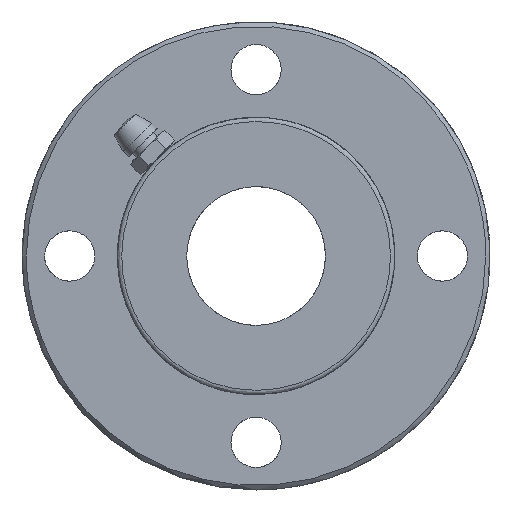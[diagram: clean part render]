
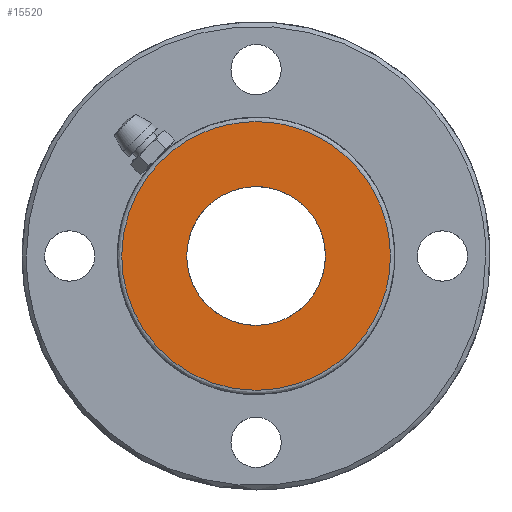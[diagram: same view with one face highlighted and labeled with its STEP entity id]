
A CAD part, left-side view. The second image highlights one B-rep face of the part: STEP entity #15520.
In plain terms, the highlighted free-form (B-spline) face has degree [1, 1] with [2, 2] control points.
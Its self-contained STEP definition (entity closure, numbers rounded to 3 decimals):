
#14020 = CARTESIAN_POINT ('', (-103., 15.5, 0.));
#14030 = VERTEX_POINT ('', #14020);
#14040 = CARTESIAN_POINT ('', (-103., 0., 15.5));
#14050 = VERTEX_POINT ('', #14040);
#14060 = CARTESIAN_POINT ('', (-103., 15.5, 0.));
#14070 = CARTESIAN_POINT ('', (-103., 15.5, 10.333));
#14080 = CARTESIAN_POINT ('', (-103., 7.75, 15.5));
#14090 = CARTESIAN_POINT ('', (-103., 0., 15.5));
#14100 = (
   BOUNDED_CURVE ()
   B_SPLINE_CURVE (3, (#14060, #14070, #14080, #14090), .UNSPECIFIED., .F., .U.)
   B_SPLINE_CURVE_WITH_KNOTS ((4, 4), (0., 1.), .UNSPECIFIED.)
   CURVE ()
   GEOMETRIC_REPRESENTATION_ITEM ()
   RATIONAL_B_SPLINE_CURVE ((0.478, 0.478, 0.638, 0.957))
   REPRESENTATION_ITEM ('')
);
#14110 = EDGE_CURVE ('', #14030, #14050, #14100, .T.);
#14230 = CARTESIAN_POINT ('', (-103., 0., -15.5));
#14240 = VERTEX_POINT ('', #14230);
#14250 = CARTESIAN_POINT ('', (-103., 0., -15.5));
#14260 = CARTESIAN_POINT ('', (-103., -2.038, -15.5));
#14270 = CARTESIAN_POINT ('', (-103., -4.001, -15.112));
#14280 = CARTESIAN_POINT ('', (-103., -5.89, -14.337));
#14290 = CARTESIAN_POINT ('', (-103., -7.825, -13.543));
#14300 = CARTESIAN_POINT ('', (-103., -9.532, -12.401));
#14310 = CARTESIAN_POINT ('', (-103., -11.01, -10.91));
#14320 = CARTESIAN_POINT ('', (-103., -12.423, -9.485));
#14330 = CARTESIAN_POINT ('', (-103., -13.518, -7.845));
#14340 = CARTESIAN_POINT ('', (-103., -14.297, -5.988));
#14350 = CARTESIAN_POINT ('', (-103., -15.098, -4.076));
#14360 = CARTESIAN_POINT ('', (-103., -15.499, -2.08));
#14370 = CARTESIAN_POINT ('', (-103., -15.5, 0.));
#14380 = CARTESIAN_POINT ('', (-103., -15.501, 2.073));
#14390 = CARTESIAN_POINT ('', (-103., -15.1, 4.069));
#14400 = CARTESIAN_POINT ('', (-103., -14.297, 5.988));
#14410 = CARTESIAN_POINT ('', (-103., -13.522, 7.839));
#14420 = CARTESIAN_POINT ('', (-103., -12.427, 9.479));
#14430 = CARTESIAN_POINT ('', (-103., -11.01, 10.91));
#14440 = CARTESIAN_POINT ('', (-103., -9.538, 12.396));
#14450 = CARTESIAN_POINT ('', (-103., -7.832, 13.539));
#14460 = CARTESIAN_POINT ('', (-103., -5.89, 14.337));
#14470 = CARTESIAN_POINT ('', (-103., -4.005, 15.112));
#14480 = CARTESIAN_POINT ('', (-103., -2.042, 15.5));
#14490 = CARTESIAN_POINT ('', (-103., 0., 15.5));
#14500 = B_SPLINE_CURVE_WITH_KNOTS ('', 3, (#14250, #14260, #14270, #14280, #14290, #14300, #14310, #14320, #14330, #14340, #14350, #14360, #14370, #14380, #14390, #14400, #14410, #14420, #14430, #14440, #14450, #14460, #14470, #14480, #14490), .UNSPECIFIED., .F., .U., (4, 3, 3, 3, 3, 3, 3, 3, 4), (0., 0.125, 0.25, 0.375, 0.5, 0.625, 0.75, 0.875, 1.), .UNSPECIFIED.);
#14510 = EDGE_CURVE ('', #14240, #14050, #14500, .T.);
#14530 = CARTESIAN_POINT ('', (-103., 0., -15.5));
#14540 = CARTESIAN_POINT ('', (-103., 7.75, -15.5));
#14550 = CARTESIAN_POINT ('', (-103., 15.5, -10.333));
#14560 = CARTESIAN_POINT ('', (-103., 15.5, 0.));
#14570 = (
   BOUNDED_CURVE ()
   B_SPLINE_CURVE (3, (#14530, #14540, #14550, #14560), .UNSPECIFIED., .F., .U.)
   B_SPLINE_CURVE_WITH_KNOTS ((4, 4), (0., 1.), .UNSPECIFIED.)
   CURVE ()
   GEOMETRIC_REPRESENTATION_ITEM ()
   RATIONAL_B_SPLINE_CURVE ((0.957, 0.638, 0.478, 0.478))
   REPRESENTATION_ITEM ('')
);
#14580 = EDGE_CURVE ('', #14240, #14030, #14570, .T.);
#14920 = ORIENTED_EDGE ('', *, *, #14510, .T.);
#14930 = ORIENTED_EDGE ('', *, *, #14110, .F.);
#14940 = ORIENTED_EDGE ('', *, *, #14580, .F.);
#14950 = EDGE_LOOP ('', (#14920, #14930, #14940));
#14960 = FACE_OUTER_BOUND ('', #14950, .T.);
#14970 = CARTESIAN_POINT ('', (-103., 0., -8.));
#14980 = VERTEX_POINT ('', #14970);
#14990 = CARTESIAN_POINT ('', (-103., -8., 0.));
#15000 = VERTEX_POINT ('', #14990);
#15010 = CARTESIAN_POINT ('', (-103., 0., -8.));
#15020 = CARTESIAN_POINT ('', (-103., -4., -8.));
#15030 = CARTESIAN_POINT ('', (-103., -8., -5.333));
#15040 = CARTESIAN_POINT ('', (-103., -8., 0.));
#15050 = (
   BOUNDED_CURVE ()
   B_SPLINE_CURVE (3, (#15010, #15020, #15030, #15040), .UNSPECIFIED., .F., .U.)
   B_SPLINE_CURVE_WITH_KNOTS ((4, 4), (0., 1.), .UNSPECIFIED.)
   CURVE ()
   GEOMETRIC_REPRESENTATION_ITEM ()
   RATIONAL_B_SPLINE_CURVE ((1., 0.667, 0.5, 0.5))
   REPRESENTATION_ITEM ('')
);
#15060 = EDGE_CURVE ('', #14980, #15000, #15050, .T.);
#15070 = ORIENTED_EDGE ('', *, *, #15060, .F.);
#15080 = CARTESIAN_POINT ('', (-103., 8., 0.));
#15090 = VERTEX_POINT ('', #15080);
#15100 = CARTESIAN_POINT ('', (-103., 8., 0.));
#15110 = CARTESIAN_POINT ('', (-103., 8., -5.333));
#15120 = CARTESIAN_POINT ('', (-103., 4., -8.));
#15130 = CARTESIAN_POINT ('', (-103., 0., -8.));
#15140 = (
   BOUNDED_CURVE ()
   B_SPLINE_CURVE (3, (#15100, #15110, #15120, #15130), .UNSPECIFIED., .F., .U.)
   B_SPLINE_CURVE_WITH_KNOTS ((4, 4), (0., 1.), .UNSPECIFIED.)
   CURVE ()
   GEOMETRIC_REPRESENTATION_ITEM ()
   RATIONAL_B_SPLINE_CURVE ((0.5, 0.5, 0.667, 1.))
   REPRESENTATION_ITEM ('')
);
#15150 = EDGE_CURVE ('', #15090, #14980, #15140, .T.);
#15160 = ORIENTED_EDGE ('', *, *, #15150, .F.);
#15170 = CARTESIAN_POINT ('', (-103., 8., 0.));
#15180 = CARTESIAN_POINT ('', (-103., 8., 1.015));
#15190 = CARTESIAN_POINT ('', (-103., 7.813, 1.997));
#15200 = CARTESIAN_POINT ('', (-103., 7.438, 2.945));
#15210 = CARTESIAN_POINT ('', (-103., 7.034, 3.969));
#15220 = CARTESIAN_POINT ('', (-103., 6.44, 4.873));
#15230 = CARTESIAN_POINT ('', (-103., 5.657, 5.657));
#15240 = CARTESIAN_POINT ('', (-103., 4.879, 6.436));
#15250 = CARTESIAN_POINT ('', (-103., 3.975, 7.03));
#15260 = CARTESIAN_POINT ('', (-103., 2.945, 7.438));
#15270 = CARTESIAN_POINT ('', (-103., 2.002, 7.812));
#15280 = CARTESIAN_POINT ('', (-103., 1.021, 7.999));
#15290 = CARTESIAN_POINT ('', (-103., 0., 8.));
#15300 = CARTESIAN_POINT ('', (-103., -1.014, 8.001));
#15310 = CARTESIAN_POINT ('', (-103., -1.995, 7.813));
#15320 = CARTESIAN_POINT ('', (-103., -2.945, 7.438));
#15330 = CARTESIAN_POINT ('', (-103., -3.969, 7.034));
#15340 = CARTESIAN_POINT ('', (-103., -4.873, 6.44));
#15350 = CARTESIAN_POINT ('', (-103., -5.657, 5.657));
#15360 = CARTESIAN_POINT ('', (-103., -6.436, 4.879));
#15370 = CARTESIAN_POINT ('', (-103., -7.03, 3.975));
#15380 = CARTESIAN_POINT ('', (-103., -7.438, 2.945));
#15390 = CARTESIAN_POINT ('', (-103., -7.813, 2.001));
#15400 = CARTESIAN_POINT ('', (-103., -8., 1.019));
#15410 = CARTESIAN_POINT ('', (-103., -8., 0.));
#15420 = B_SPLINE_CURVE_WITH_KNOTS ('', 3, (#15170, #15180, #15190, #15200, #15210, #15220, #15230, #15240, #15250, #15260, #15270, #15280, #15290, #15300, #15310, #15320, #15330, #15340, #15350, #15360, #15370, #15380, #15390, #15400, #15410), .UNSPECIFIED., .F., .U., (4, 3, 3, 3, 3, 3, 3, 3, 4), (0., 0.125, 0.25, 0.375, 0.5, 0.625, 0.75, 0.875, 1.), .UNSPECIFIED.);
#15430 = EDGE_CURVE ('', #15090, #15000, #15420, .T.);
#15440 = ORIENTED_EDGE ('', *, *, #15430, .T.);
#15450 = EDGE_LOOP ('', (#15070, #15160, #15440));
#15460 = FACE_BOUND ('', #15450, .T.);
#15470 = CARTESIAN_POINT ('', (-103., -15.687, 15.686));
#15480 = CARTESIAN_POINT ('', (-103., -15.687, -15.686));
#15490 = CARTESIAN_POINT ('', (-103., 15.686, 15.686));
#15500 = CARTESIAN_POINT ('', (-103., 15.686, -15.686));
#15510 = B_SPLINE_SURFACE_WITH_KNOTS ('', 1, 1, ((#15470, #15480), (#15490, #15500)), .UNSPECIFIED., .F., .F., .U., (2, 2), (2, 2), (0., 1.), (0., 1.), .UNSPECIFIED.);
#15520 = ADVANCED_FACE ('', (#14960, #15460), #15510, .T.);
